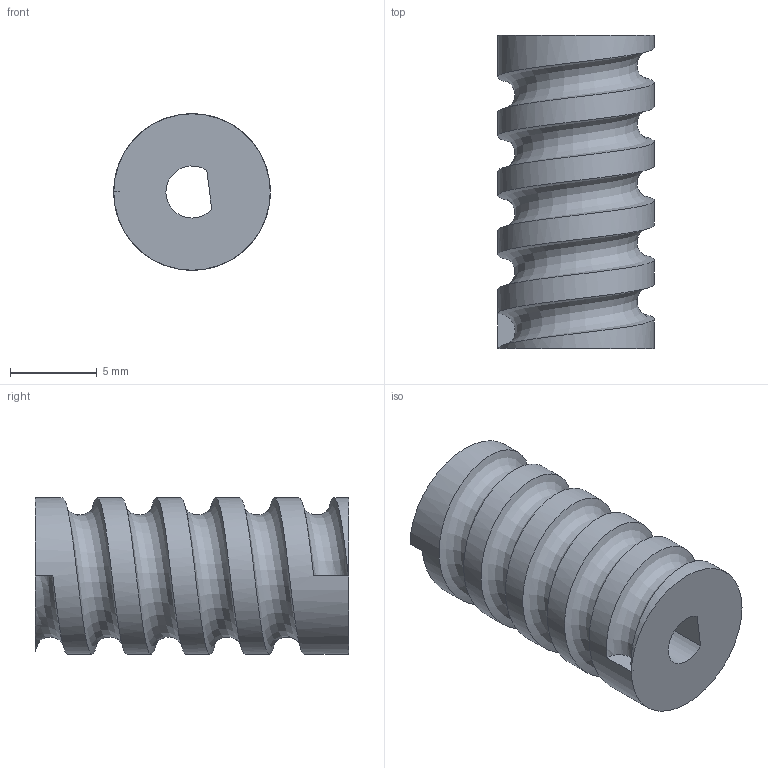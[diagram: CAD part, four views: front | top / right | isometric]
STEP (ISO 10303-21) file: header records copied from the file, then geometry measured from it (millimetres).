
FILE_DESCRIPTION(/* description */ (''),/* implementation_level */ '2;1');
FILE_NAME(/* name */ 'Worm gear.step',/* time_stamp */ '2018-03-12T15:12:35+01:00',/* author */ (''),/* organization */ (''),/* preprocessor_version */ 'ST-DEVELOPER v16.13',/* originating_system */ 'Autodesk Translation Framework v6.5.0.72',/* authorisation */ '');
FILE_SCHEMA (('AUTOMOTIVE_DESIGN { 1 0 10303 214 3 1 1 }'));
Length unit declared in the file: millimetre
Products named in the file (1): Worm gear (1)
Bounding box: 9 x 18 x 9 mm (x, y, z)
Volume: 833.6 mm3; surface area: 881.2 mm2
Topology: 1 solids, 1 shells, 14 faces, 34 edges, 22 vertices
Faces by surface type: cylinder 8, plane 5, bspline 1
Full cylindrical faces by diameter (mm): 9 x5
Entity records: 1158 total; most frequent: CARTESIAN_POINT 811, ORIENTED_EDGE 68, DIRECTION 57, EDGE_CURVE 34, VERTEX_POINT 22, AXIS2_PLACEMENT_3D 22, EDGE_LOOP 16, FACE_OUTER_BOUND 14
